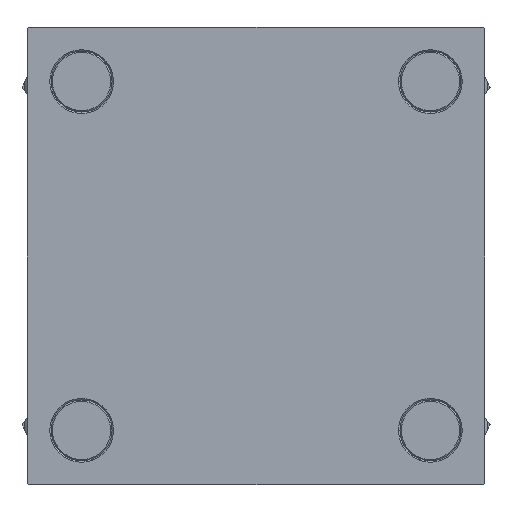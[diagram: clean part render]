
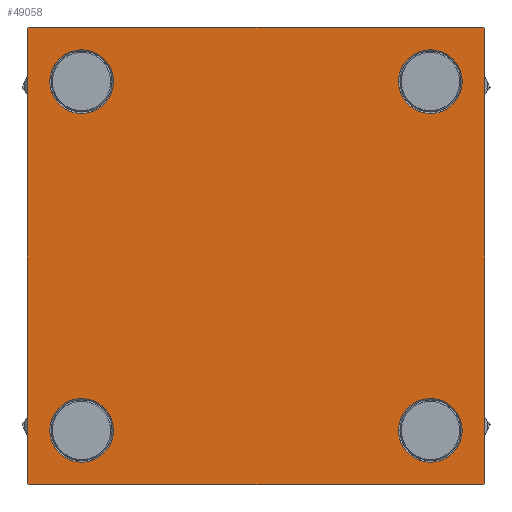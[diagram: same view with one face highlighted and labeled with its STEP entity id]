
A CAD part, left-side view. The second image highlights one B-rep face of the part: STEP entity #49058.
In plain terms, the highlighted planar face has unit normal (-1, 0, 0).
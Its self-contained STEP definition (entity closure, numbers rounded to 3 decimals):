
#159 = DIRECTION ( 'NONE',  ( 0., -0.707, -0.707 ) ) ;
#249 = DIRECTION ( 'NONE',  ( 0., -0.707, 0.707 ) ) ;
#1276 = CARTESIAN_POINT ( 'NONE',  ( 0., 82.25, 82.25 ) ) ;
#1534 = AXIS2_PLACEMENT_3D ( 'NONE', #7913, #4085, #15548 ) ;
#2044 = CIRCLE ( 'NONE', #12617, 11.5 ) ;
#2580 = ORIENTED_EDGE ( 'NONE', *, *, #2681, .T. ) ;
#2674 = ORIENTED_EDGE ( 'NONE', *, *, #22168, .T. ) ;
#2681 = EDGE_CURVE ( 'NONE', #26499, #11537, #45612, .T. ) ;
#2961 = VERTEX_POINT ( 'NONE', #15240 ) ;
#3339 = ORIENTED_EDGE ( 'NONE', *, *, #6090, .T. ) ;
#3417 = ORIENTED_EDGE ( 'NONE', *, *, #36909, .T. ) ;
#3471 = DIRECTION ( 'NONE',  ( -1., 0., 0. ) ) ;
#4085 = DIRECTION ( 'NONE',  ( 1., 0., 0. ) ) ;
#4086 = VERTEX_POINT ( 'NONE', #44491 ) ;
#4106 = DIRECTION ( 'NONE',  ( 0., 0.707, -0.707 ) ) ;
#4125 = VECTOR ( 'NONE', #19650, 1000. ) ;
#4142 = EDGE_CURVE ( 'NONE', #36332, #48776, #29945, .T. ) ;
#5889 = CARTESIAN_POINT ( 'NONE',  ( 0., -82., -82.5 ) ) ;
#6090 = EDGE_CURVE ( 'NONE', #20308, #2961, #7511, .T. ) ;
#6826 = EDGE_LOOP ( 'NONE', ( #2580, #20467 ) ) ;
#7023 = DIRECTION ( 'NONE',  ( 0., 0., 1. ) ) ;
#7146 = EDGE_CURVE ( 'NONE', #36332, #40666, #29185, .T. ) ;
#7296 = FACE_BOUND ( 'NONE', #38857, .T. ) ;
#7418 = ORIENTED_EDGE ( 'NONE', *, *, #8695, .F. ) ;
#7511 = LINE ( 'NONE', #26645, #24548 ) ;
#7875 = CARTESIAN_POINT ( 'NONE',  ( 0., 82.5, 82.5 ) ) ;
#7913 = CARTESIAN_POINT ( 'NONE',  ( 0., -62.95, -62.95 ) ) ;
#8039 = FACE_OUTER_BOUND ( 'NONE', #35077, .T. ) ;
#8695 = EDGE_CURVE ( 'NONE', #45977, #48776, #42812, .T. ) ;
#9305 = AXIS2_PLACEMENT_3D ( 'NONE', #25587, #29171, #27323 ) ;
#9830 = AXIS2_PLACEMENT_3D ( 'NONE', #39665, #24097, #36103 ) ;
#11537 = VERTEX_POINT ( 'NONE', #38279 ) ;
#11619 = ORIENTED_EDGE ( 'NONE', *, *, #25125, .T. ) ;
#11635 = CARTESIAN_POINT ( 'NONE',  ( 0., -62.95, -74.45 ) ) ;
#11891 = CARTESIAN_POINT ( 'NONE',  ( 0., 82.25, -82.25 ) ) ;
#12274 = CIRCLE ( 'NONE', #13900, 11.5 ) ;
#12362 = EDGE_CURVE ( 'NONE', #11537, #26499, #35380, .T. ) ;
#12519 = CARTESIAN_POINT ( 'NONE',  ( 0., 82.5, -82.5 ) ) ;
#12617 = AXIS2_PLACEMENT_3D ( 'NONE', #20768, #44008, #32528 ) ;
#13002 = CARTESIAN_POINT ( 'NONE',  ( 0., -62.95, 51.45 ) ) ;
#13461 = AXIS2_PLACEMENT_3D ( 'NONE', #23324, #3471, #23571 ) ;
#13900 = AXIS2_PLACEMENT_3D ( 'NONE', #38665, #46087, #31018 ) ;
#14892 = ORIENTED_EDGE ( 'NONE', *, *, #16217, .T. ) ;
#15015 = EDGE_CURVE ( 'NONE', #26884, #50113, #36256, .T. ) ;
#15240 = CARTESIAN_POINT ( 'NONE',  ( 0., 82.5, -82. ) ) ;
#15420 = CARTESIAN_POINT ( 'NONE',  ( 0., 62.95, 74.45 ) ) ;
#15529 = VECTOR ( 'NONE', #37082, 1000. ) ;
#15548 = DIRECTION ( 'NONE',  ( 0., 0., 1. ) ) ;
#16090 = VECTOR ( 'NONE', #249, 1000. ) ;
#16217 = EDGE_CURVE ( 'NONE', #2961, #37420, #35363, .T. ) ;
#18458 = EDGE_CURVE ( 'NONE', #26091, #45177, #2044, .T. ) ;
#18996 = PLANE ( 'NONE',  #13461 ) ;
#19248 = FACE_BOUND ( 'NONE', #46049, .T. ) ;
#19650 = DIRECTION ( 'NONE',  ( 0., -1., 0. ) ) ;
#19781 = CARTESIAN_POINT ( 'NONE',  ( 0., -62.95, 74.45 ) ) ;
#19847 = ORIENTED_EDGE ( 'NONE', *, *, #30858, .T. ) ;
#20120 = DIRECTION ( 'NONE',  ( 1., 0., 0. ) ) ;
#20308 = VERTEX_POINT ( 'NONE', #50251 ) ;
#20467 = ORIENTED_EDGE ( 'NONE', *, *, #12362, .T. ) ;
#20768 = CARTESIAN_POINT ( 'NONE',  ( 0., -62.95, 62.95 ) ) ;
#22168 = EDGE_CURVE ( 'NONE', #4086, #46577, #24986, .T. ) ;
#23037 = DIRECTION ( 'NONE',  ( 0., 0., -1. ) ) ;
#23324 = CARTESIAN_POINT ( 'NONE',  ( 0., 0., 0. ) ) ;
#23406 = DIRECTION ( 'NONE',  ( 0., -1., 0. ) ) ;
#23571 = DIRECTION ( 'NONE',  ( 0., 0., 1. ) ) ;
#23592 = ORIENTED_EDGE ( 'NONE', *, *, #33176, .T. ) ;
#24038 = ORIENTED_EDGE ( 'NONE', *, *, #50455, .T. ) ;
#24097 = DIRECTION ( 'NONE',  ( 1., 0., 0. ) ) ;
#24438 = DIRECTION ( 'NONE',  ( 0., 0., 1. ) ) ;
#24548 = VECTOR ( 'NONE', #23037, 1000. ) ;
#24986 = CIRCLE ( 'NONE', #34759, 11.5 ) ;
#25125 = EDGE_CURVE ( 'NONE', #29657, #40666, #39777, .T. ) ;
#25397 = CARTESIAN_POINT ( 'NONE',  ( 0., 82., -82.5 ) ) ;
#25587 = CARTESIAN_POINT ( 'NONE',  ( 0., 62.95, 62.95 ) ) ;
#26091 = VERTEX_POINT ( 'NONE', #13002 ) ;
#26272 = ORIENTED_EDGE ( 'NONE', *, *, #33049, .T. ) ;
#26499 = VERTEX_POINT ( 'NONE', #15420 ) ;
#26643 = CARTESIAN_POINT ( 'NONE',  ( 0., -82.5, 82. ) ) ;
#26645 = CARTESIAN_POINT ( 'NONE',  ( 0., 82.5, 82.5 ) ) ;
#26884 = VERTEX_POINT ( 'NONE', #11635 ) ;
#27323 = DIRECTION ( 'NONE',  ( 0., 0., 1. ) ) ;
#29171 = DIRECTION ( 'NONE',  ( 1., 0., 0. ) ) ;
#29185 = LINE ( 'NONE', #32269, #44962 ) ;
#29657 = VERTEX_POINT ( 'NONE', #5889 ) ;
#29945 = LINE ( 'NONE', #45755, #15529 ) ;
#30047 = CIRCLE ( 'NONE', #1534, 11.5 ) ;
#30195 = CIRCLE ( 'NONE', #9830, 11.5 ) ;
#30703 = CARTESIAN_POINT ( 'NONE',  ( 0., -62.95, -51.45 ) ) ;
#30858 = EDGE_CURVE ( 'NONE', #50113, #26884, #30047, .T. ) ;
#30874 = ORIENTED_EDGE ( 'NONE', *, *, #4142, .T. ) ;
#30912 = DIRECTION ( 'NONE',  ( 1., 0., 0. ) ) ;
#31018 = DIRECTION ( 'NONE',  ( 0., 0., 1. ) ) ;
#31876 = ORIENTED_EDGE ( 'NONE', *, *, #7146, .F. ) ;
#32121 = CARTESIAN_POINT ( 'NONE',  ( 0., 62.95, -62.95 ) ) ;
#32269 = CARTESIAN_POINT ( 'NONE',  ( 0., -82.5, 82.5 ) ) ;
#32528 = DIRECTION ( 'NONE',  ( 0., 0., 1. ) ) ;
#33049 = EDGE_CURVE ( 'NONE', #46577, #4086, #12274, .T. ) ;
#33176 = EDGE_CURVE ( 'NONE', #45177, #26091, #30195, .T. ) ;
#33372 = AXIS2_PLACEMENT_3D ( 'NONE', #36210, #20120, #35963 ) ;
#34759 = AXIS2_PLACEMENT_3D ( 'NONE', #32121, #30912, #24438 ) ;
#34828 = FACE_BOUND ( 'NONE', #6826, .T. ) ;
#35057 = CARTESIAN_POINT ( 'NONE',  ( 0., -62.95, -62.95 ) ) ;
#35077 = EDGE_LOOP ( 'NONE', ( #3339, #14892, #3417, #11619, #31876, #30874, #7418, #24038 ) ) ;
#35190 = CARTESIAN_POINT ( 'NONE',  ( 0., 62.95, -51.45 ) ) ;
#35203 = CARTESIAN_POINT ( 'NONE',  ( 0., -82.25, -82.25 ) ) ;
#35239 = VECTOR ( 'NONE', #23406, 1000. ) ;
#35363 = LINE ( 'NONE', #11891, #45283 ) ;
#35380 = CIRCLE ( 'NONE', #9305, 11.5 ) ;
#35963 = DIRECTION ( 'NONE',  ( 0., 0., 1. ) ) ;
#36103 = DIRECTION ( 'NONE',  ( 0., 0., 1. ) ) ;
#36210 = CARTESIAN_POINT ( 'NONE',  ( 0., 62.95, 62.95 ) ) ;
#36256 = CIRCLE ( 'NONE', #41974, 11.5 ) ;
#36332 = VERTEX_POINT ( 'NONE', #26643 ) ;
#36586 = DIRECTION ( 'NONE',  ( 0., 0., -1. ) ) ;
#36909 = EDGE_CURVE ( 'NONE', #37420, #29657, #42625, .T. ) ;
#37082 = DIRECTION ( 'NONE',  ( 0., 0.707, 0.707 ) ) ;
#37420 = VERTEX_POINT ( 'NONE', #25397 ) ;
#38279 = CARTESIAN_POINT ( 'NONE',  ( 0., 62.95, 51.45 ) ) ;
#38394 = FACE_BOUND ( 'NONE', #42858, .T. ) ;
#38665 = CARTESIAN_POINT ( 'NONE',  ( 0., 62.95, -62.95 ) ) ;
#38857 = EDGE_LOOP ( 'NONE', ( #19847, #42733 ) ) ;
#39665 = CARTESIAN_POINT ( 'NONE',  ( 0., -62.95, 62.95 ) ) ;
#39777 = LINE ( 'NONE', #35203, #16090 ) ;
#40267 = ORIENTED_EDGE ( 'NONE', *, *, #18458, .T. ) ;
#40666 = VERTEX_POINT ( 'NONE', #47842 ) ;
#41974 = AXIS2_PLACEMENT_3D ( 'NONE', #35057, #42702, #7023 ) ;
#42340 = CARTESIAN_POINT ( 'NONE',  ( 0., -82., 82.5 ) ) ;
#42625 = LINE ( 'NONE', #12519, #4125 ) ;
#42702 = DIRECTION ( 'NONE',  ( 1., 0., 0. ) ) ;
#42733 = ORIENTED_EDGE ( 'NONE', *, *, #15015, .T. ) ;
#42812 = LINE ( 'NONE', #7875, #35239 ) ;
#42858 = EDGE_LOOP ( 'NONE', ( #23592, #40267 ) ) ;
#43539 = VECTOR ( 'NONE', #4106, 1000. ) ;
#43627 = LINE ( 'NONE', #1276, #43539 ) ;
#44008 = DIRECTION ( 'NONE',  ( 1., 0., 0. ) ) ;
#44491 = CARTESIAN_POINT ( 'NONE',  ( 0., 62.95, -74.45 ) ) ;
#44962 = VECTOR ( 'NONE', #36586, 1000. ) ;
#45177 = VERTEX_POINT ( 'NONE', #19781 ) ;
#45283 = VECTOR ( 'NONE', #159, 1000. ) ;
#45612 = CIRCLE ( 'NONE', #33372, 11.5 ) ;
#45755 = CARTESIAN_POINT ( 'NONE',  ( 0., -82.25, 82.25 ) ) ;
#45977 = VERTEX_POINT ( 'NONE', #48870 ) ;
#46049 = EDGE_LOOP ( 'NONE', ( #26272, #2674 ) ) ;
#46087 = DIRECTION ( 'NONE',  ( 1., 0., 0. ) ) ;
#46577 = VERTEX_POINT ( 'NONE', #35190 ) ;
#47842 = CARTESIAN_POINT ( 'NONE',  ( 0., -82.5, -82. ) ) ;
#48776 = VERTEX_POINT ( 'NONE', #42340 ) ;
#48870 = CARTESIAN_POINT ( 'NONE',  ( 0., 82., 82.5 ) ) ;
#49058 = ADVANCED_FACE ( 'NONE', ( #38394, #7296, #19248, #34828, #8039 ), #18996, .T. ) ;
#50113 = VERTEX_POINT ( 'NONE', #30703 ) ;
#50251 = CARTESIAN_POINT ( 'NONE',  ( 0., 82.5, 82. ) ) ;
#50455 = EDGE_CURVE ( 'NONE', #45977, #20308, #43627, .T. ) ;
